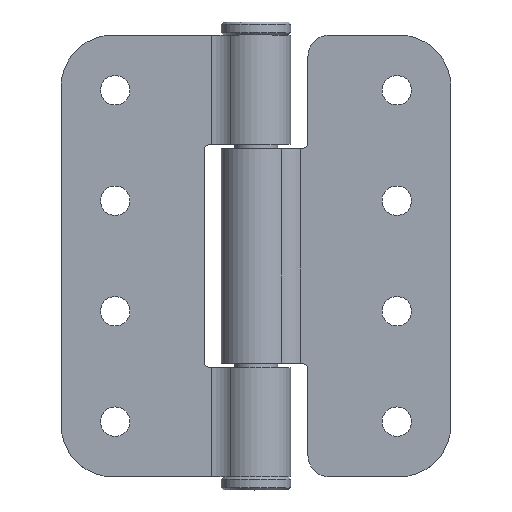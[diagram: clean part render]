
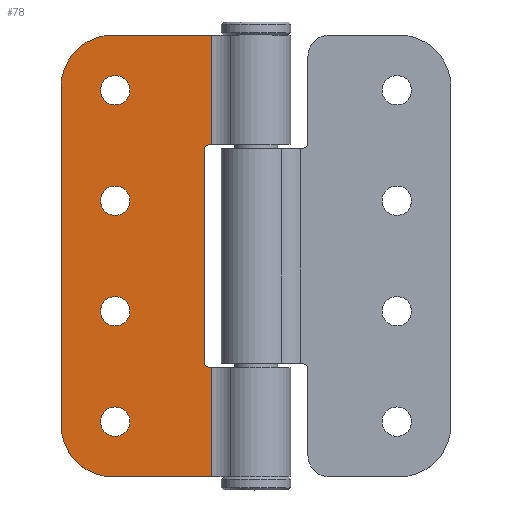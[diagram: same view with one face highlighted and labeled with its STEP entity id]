
A CAD part, top view. The second image highlights one B-rep face of the part: STEP entity #78.
In plain terms, the highlighted planar face has unit normal (0, 0, 1).
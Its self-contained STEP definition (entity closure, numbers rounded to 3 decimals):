
#30=FACE_BOUND('',#275,.T.);
#31=FACE_BOUND('',#276,.T.);
#32=FACE_BOUND('',#277,.T.);
#33=FACE_BOUND('',#278,.T.);
#78=ADVANCED_FACE('',(#170,#30,#31,#32,#33),#1535,.T.);
#170=FACE_OUTER_BOUND('',#274,.T.);
#274=EDGE_LOOP('',(#558,#559,#560,#561,#562,#563,#564,#565,#566,#567,#568,
#569));
#275=EDGE_LOOP('',(#570,#571));
#276=EDGE_LOOP('',(#572,#573));
#277=EDGE_LOOP('',(#574,#575));
#278=EDGE_LOOP('',(#576,#577));
#558=ORIENTED_EDGE('',*,*,#898,.T.);
#559=ORIENTED_EDGE('',*,*,#922,.T.);
#560=ORIENTED_EDGE('',*,*,#914,.T.);
#561=ORIENTED_EDGE('',*,*,#950,.T.);
#562=ORIENTED_EDGE('',*,*,#913,.T.);
#563=ORIENTED_EDGE('',*,*,#953,.T.);
#564=ORIENTED_EDGE('',*,*,#912,.T.);
#565=ORIENTED_EDGE('',*,*,#899,.T.);
#566=ORIENTED_EDGE('',*,*,#900,.F.);
#567=ORIENTED_EDGE('',*,*,#956,.T.);
#568=ORIENTED_EDGE('',*,*,#896,.F.);
#569=ORIENTED_EDGE('',*,*,#959,.T.);
#570=ORIENTED_EDGE('',*,*,#928,.T.);
#571=ORIENTED_EDGE('',*,*,#961,.T.);
#572=ORIENTED_EDGE('',*,*,#933,.T.);
#573=ORIENTED_EDGE('',*,*,#966,.T.);
#574=ORIENTED_EDGE('',*,*,#938,.T.);
#575=ORIENTED_EDGE('',*,*,#971,.T.);
#576=ORIENTED_EDGE('',*,*,#943,.T.);
#577=ORIENTED_EDGE('',*,*,#976,.T.);
#896=EDGE_CURVE('',#1464,#1460,#1050,.T.);
#898=EDGE_CURVE('',#1465,#1424,#1052,.T.);
#899=EDGE_CURVE('',#1436,#1425,#1053,.T.);
#900=EDGE_CURVE('',#1461,#1425,#1054,.T.);
#912=EDGE_CURVE('',#1456,#1436,#1060,.T.);
#913=EDGE_CURVE('',#1452,#1457,#1061,.T.);
#914=EDGE_CURVE('',#1437,#1453,#1062,.T.);
#922=EDGE_CURVE('',#1424,#1437,#1064,.T.);
#928=EDGE_CURVE('',#1440,#1466,#1139,.T.);
#933=EDGE_CURVE('',#1443,#1469,#1142,.T.);
#938=EDGE_CURVE('',#1446,#1472,#1145,.T.);
#943=EDGE_CURVE('',#1449,#1475,#1148,.T.);
#950=EDGE_CURVE('',#1453,#1452,#1152,.T.);
#953=EDGE_CURVE('',#1457,#1456,#1154,.T.);
#956=EDGE_CURVE('',#1461,#1460,#1156,.T.);
#959=EDGE_CURVE('',#1464,#1465,#1158,.T.);
#961=EDGE_CURVE('',#1466,#1440,#1159,.T.);
#966=EDGE_CURVE('',#1469,#1443,#1162,.T.);
#971=EDGE_CURVE('',#1472,#1446,#1165,.T.);
#976=EDGE_CURVE('',#1475,#1449,#1168,.T.);
#1050=B_SPLINE_CURVE_WITH_KNOTS('',1,(#2931,#2932),.UNSPECIFIED.,.F.,.F.,
(2,2),(12.,90.),.UNSPECIFIED.);
#1052=B_SPLINE_CURVE_WITH_KNOTS('',1,(#2935,#2936),.UNSPECIFIED.,.F.,.F.,
(2,2),(-22.717,0.),.UNSPECIFIED.);
#1053=B_SPLINE_CURVE_WITH_KNOTS('',1,(#2937,#2938),.UNSPECIFIED.,.F.,.F.,
(2,2),(76.75,102.),.UNSPECIFIED.);
#1054=B_SPLINE_CURVE_WITH_KNOTS('',1,(#2939,#2940),.UNSPECIFIED.,.F.,.F.,
(2,2),(-22.717,0.),.UNSPECIFIED.);
#1060=B_SPLINE_CURVE_WITH_KNOTS('',1,(#2969,#2970),.UNSPECIFIED.,.F.,.F.,
(2,2),(-96.75,-96.533),.UNSPECIFIED.);
#1061=B_SPLINE_CURVE_WITH_KNOTS('',1,(#2971,#2972),.UNSPECIFIED.,.F.,.F.,
(2,2),(26.75,75.25),.UNSPECIFIED.);
#1062=B_SPLINE_CURVE_WITH_KNOTS('',1,(#2973,#2974),.UNSPECIFIED.,.F.,.F.,
(2,2),(-151.467,-151.25),.UNSPECIFIED.);
#1064=B_SPLINE_CURVE_WITH_KNOTS('',1,(#2991,#2992),.UNSPECIFIED.,.F.,.F.,
(2,2),(0.,25.25),.UNSPECIFIED.);
#1139=TRIMMED_CURVE($,#1251,(#3007),(#3008),.T.,.CARTESIAN.);
#1142=TRIMMED_CURVE($,#1254,(#3022),(#3023),.T.,.CARTESIAN.);
#1145=TRIMMED_CURVE($,#1257,(#3037),(#3038),.T.,.CARTESIAN.);
#1148=TRIMMED_CURVE($,#1260,(#3052),(#3053),.T.,.CARTESIAN.);
#1152=TRIMMED_CURVE($,#1264,(#3072),(#3073),.T.,.CARTESIAN.);
#1154=TRIMMED_CURVE($,#1266,(#3080),(#3081),.T.,.CARTESIAN.);
#1156=TRIMMED_CURVE($,#1268,(#3088),(#3089),.T.,.CARTESIAN.);
#1158=TRIMMED_CURVE($,#1270,(#3096),(#3097),.T.,.CARTESIAN.);
#1159=TRIMMED_CURVE($,#1271,(#3101),(#3102),.T.,.CARTESIAN.);
#1162=TRIMMED_CURVE($,#1274,(#3116),(#3117),.T.,.CARTESIAN.);
#1165=TRIMMED_CURVE($,#1277,(#3131),(#3132),.T.,.CARTESIAN.);
#1168=TRIMMED_CURVE($,#1280,(#3146),(#3147),.T.,.CARTESIAN.);
#1251=CIRCLE('',#1790,3.4);
#1254=CIRCLE('',#1793,3.4);
#1257=CIRCLE('',#1796,3.4);
#1260=CIRCLE('',#1799,3.4);
#1264=CIRCLE('',#1803,1.5);
#1266=CIRCLE('',#1805,1.5);
#1268=CIRCLE('',#1807,12.);
#1270=CIRCLE('',#1809,12.);
#1271=CIRCLE('',#1810,3.4);
#1274=CIRCLE('',#1813,3.4);
#1277=CIRCLE('',#1816,3.4);
#1280=CIRCLE('',#1819,3.4);
#1424=VERTEX_POINT('',#2840);
#1425=VERTEX_POINT('',#2841);
#1436=VERTEX_POINT('',#2852);
#1437=VERTEX_POINT('',#2853);
#1440=VERTEX_POINT('',#2856);
#1443=VERTEX_POINT('',#2859);
#1446=VERTEX_POINT('',#2862);
#1449=VERTEX_POINT('',#2865);
#1452=VERTEX_POINT('',#2868);
#1453=VERTEX_POINT('',#2869);
#1456=VERTEX_POINT('',#2872);
#1457=VERTEX_POINT('',#2873);
#1460=VERTEX_POINT('',#2876);
#1461=VERTEX_POINT('',#2877);
#1464=VERTEX_POINT('',#2880);
#1465=VERTEX_POINT('',#2881);
#1466=VERTEX_POINT('',#2882);
#1469=VERTEX_POINT('',#2885);
#1472=VERTEX_POINT('',#2888);
#1475=VERTEX_POINT('',#2891);
#1535=PLANE('',#1753);
#1753=AXIS2_PLACEMENT_3D('',#2649,#1977,$);
#1790=AXIS2_PLACEMENT_3D($,#3006,#2030,#2031);
#1793=AXIS2_PLACEMENT_3D($,#3021,#2036,#2037);
#1796=AXIS2_PLACEMENT_3D($,#3036,#2042,#2043);
#1799=AXIS2_PLACEMENT_3D($,#3051,#2048,#2049);
#1803=AXIS2_PLACEMENT_3D($,#3071,#2056,#2057);
#1805=AXIS2_PLACEMENT_3D($,#3079,#2060,#2061);
#1807=AXIS2_PLACEMENT_3D($,#3087,#2064,#2065);
#1809=AXIS2_PLACEMENT_3D($,#3095,#2068,#2069);
#1810=AXIS2_PLACEMENT_3D($,#3100,#2070,#2071);
#1813=AXIS2_PLACEMENT_3D($,#3115,#2076,#2077);
#1816=AXIS2_PLACEMENT_3D($,#3130,#2082,#2083);
#1819=AXIS2_PLACEMENT_3D($,#3145,#2088,#2089);
#1977=DIRECTION('',(0.,0.,1.));
#2030=DIRECTION('',(0.,0.,-1.));
#2031=DIRECTION('',(1.,0.,0.));
#2036=DIRECTION('',(0.,0.,-1.));
#2037=DIRECTION('',(1.,0.,0.));
#2042=DIRECTION('',(0.,0.,-1.));
#2043=DIRECTION('',(1.,0.,0.));
#2048=DIRECTION('',(0.,0.,-1.));
#2049=DIRECTION('',(1.,0.,0.));
#2056=DIRECTION('',(0.,0.,-1.));
#2057=DIRECTION('',(0.,-1.,0.));
#2060=DIRECTION('',(0.,0.,-1.));
#2061=DIRECTION('',(-1.,0.,0.));
#2064=DIRECTION('',(0.,0.,1.));
#2065=DIRECTION('',(0.,1.,0.));
#2068=DIRECTION('',(0.,0.,1.));
#2069=DIRECTION('',(-1.,0.,0.));
#2070=DIRECTION('',(0.,0.,-1.));
#2071=DIRECTION('',(-1.,0.,0.));
#2076=DIRECTION('',(0.,0.,-1.));
#2077=DIRECTION('',(-1.,0.,0.));
#2082=DIRECTION('',(0.,0.,-1.));
#2083=DIRECTION('',(-1.,0.,0.));
#2088=DIRECTION('',(0.,0.,-1.));
#2089=DIRECTION('',(-1.,0.,0.));
#2649=CARTESIAN_POINT('',(-44.805,0.,1.669));
#2840=CARTESIAN_POINT('',(-10.089,0.,1.669));
#2841=CARTESIAN_POINT('',(-10.089,102.,1.669));
#2852=CARTESIAN_POINT('',(-10.089,76.75,1.669));
#2853=CARTESIAN_POINT('',(-10.089,25.25,1.669));
#2856=CARTESIAN_POINT('',(-28.905,89.25,1.669));
#2859=CARTESIAN_POINT('',(-28.905,63.75,1.669));
#2862=CARTESIAN_POINT('',(-28.905,38.25,1.669));
#2865=CARTESIAN_POINT('',(-28.905,12.75,1.669));
#2868=CARTESIAN_POINT('',(-11.805,26.75,1.669));
#2869=CARTESIAN_POINT('',(-10.305,25.25,1.669));
#2872=CARTESIAN_POINT('',(-10.305,76.75,1.669));
#2873=CARTESIAN_POINT('',(-11.805,75.25,1.669));
#2876=CARTESIAN_POINT('',(-44.805,90.,1.669));
#2877=CARTESIAN_POINT('',(-32.805,102.,1.669));
#2880=CARTESIAN_POINT('',(-44.805,12.,1.669));
#2881=CARTESIAN_POINT('',(-32.805,0.,1.669));
#2882=CARTESIAN_POINT('',(-35.705,89.25,1.669));
#2885=CARTESIAN_POINT('',(-35.705,63.75,1.669));
#2888=CARTESIAN_POINT('',(-35.705,38.25,1.669));
#2891=CARTESIAN_POINT('',(-35.705,12.75,1.669));
#2931=CARTESIAN_POINT('',(-44.805,12.,1.669));
#2932=CARTESIAN_POINT('',(-44.805,90.,1.669));
#2935=CARTESIAN_POINT('',(-32.805,0.,1.669));
#2936=CARTESIAN_POINT('',(-10.089,0.,1.669));
#2937=CARTESIAN_POINT('',(-10.089,76.75,1.669));
#2938=CARTESIAN_POINT('',(-10.089,102.,1.669));
#2939=CARTESIAN_POINT('',(-32.805,102.,1.669));
#2940=CARTESIAN_POINT('',(-10.089,102.,1.669));
#2969=CARTESIAN_POINT('',(-10.305,76.75,1.669));
#2970=CARTESIAN_POINT('',(-10.089,76.75,1.669));
#2971=CARTESIAN_POINT('',(-11.805,26.75,1.669));
#2972=CARTESIAN_POINT('',(-11.805,75.25,1.669));
#2973=CARTESIAN_POINT('',(-10.089,25.25,1.669));
#2974=CARTESIAN_POINT('',(-10.305,25.25,1.669));
#2991=CARTESIAN_POINT('',(-10.089,0.,1.669));
#2992=CARTESIAN_POINT('',(-10.089,25.25,1.669));
#3006=CARTESIAN_POINT('',(-32.305,89.25,1.669));
#3007=CARTESIAN_POINT('',(-28.905,89.25,1.669));
#3008=CARTESIAN_POINT('',(-35.705,89.25,1.669));
#3021=CARTESIAN_POINT('',(-32.305,63.75,1.669));
#3022=CARTESIAN_POINT('',(-28.905,63.75,1.669));
#3023=CARTESIAN_POINT('',(-35.705,63.75,1.669));
#3036=CARTESIAN_POINT('',(-32.305,38.25,1.669));
#3037=CARTESIAN_POINT('',(-28.905,38.25,1.669));
#3038=CARTESIAN_POINT('',(-35.705,38.25,1.669));
#3051=CARTESIAN_POINT('',(-32.305,12.75,1.669));
#3052=CARTESIAN_POINT('',(-28.905,12.75,1.669));
#3053=CARTESIAN_POINT('',(-35.705,12.75,1.669));
#3071=CARTESIAN_POINT('',(-10.305,26.75,1.669));
#3072=CARTESIAN_POINT('',(-10.305,25.25,1.669));
#3073=CARTESIAN_POINT('',(-11.805,26.75,1.669));
#3079=CARTESIAN_POINT('',(-10.305,75.25,1.669));
#3080=CARTESIAN_POINT('',(-11.805,75.25,1.669));
#3081=CARTESIAN_POINT('',(-10.305,76.75,1.669));
#3087=CARTESIAN_POINT('',(-32.805,90.,1.669));
#3088=CARTESIAN_POINT('',(-32.805,102.,1.669));
#3089=CARTESIAN_POINT('',(-44.805,90.,1.669));
#3095=CARTESIAN_POINT('',(-32.805,12.,1.669));
#3096=CARTESIAN_POINT('',(-44.805,12.,1.669));
#3097=CARTESIAN_POINT('',(-32.805,0.,1.669));
#3100=CARTESIAN_POINT('',(-32.305,89.25,1.669));
#3101=CARTESIAN_POINT('',(-35.705,89.25,1.669));
#3102=CARTESIAN_POINT('',(-28.905,89.25,1.669));
#3115=CARTESIAN_POINT('',(-32.305,63.75,1.669));
#3116=CARTESIAN_POINT('',(-35.705,63.75,1.669));
#3117=CARTESIAN_POINT('',(-28.905,63.75,1.669));
#3130=CARTESIAN_POINT('',(-32.305,38.25,1.669));
#3131=CARTESIAN_POINT('',(-35.705,38.25,1.669));
#3132=CARTESIAN_POINT('',(-28.905,38.25,1.669));
#3145=CARTESIAN_POINT('',(-32.305,12.75,1.669));
#3146=CARTESIAN_POINT('',(-35.705,12.75,1.669));
#3147=CARTESIAN_POINT('',(-28.905,12.75,1.669));
